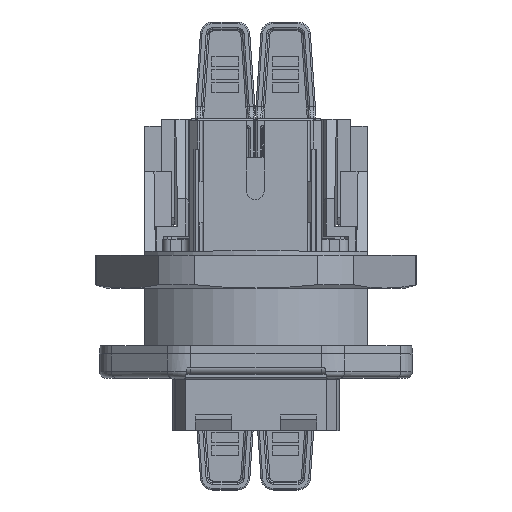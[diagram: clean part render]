
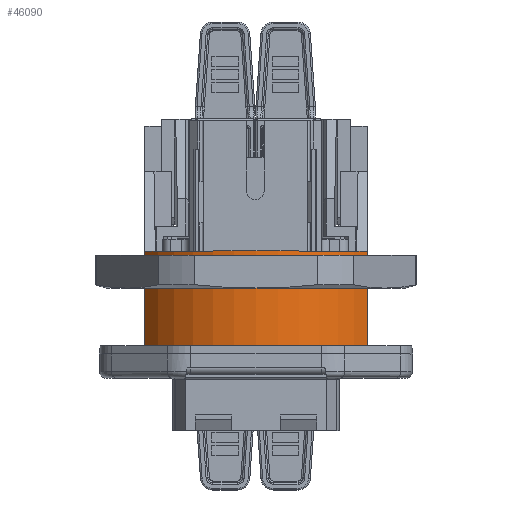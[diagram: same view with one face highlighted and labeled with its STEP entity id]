
A CAD part, top view. The second image highlights one B-rep face of the part: STEP entity #46090.
In plain terms, the highlighted cylindrical face has radius 16 mm (diameter 32 mm), a partial arc.
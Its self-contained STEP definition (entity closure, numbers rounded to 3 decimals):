
#37590=CARTESIAN_POINT('',(0.,-2.425,
9.586));
#37600=DIRECTION('',(0.,0.,-1.));
#37610=DIRECTION('',(-1.,0.,0.));
#37620=AXIS2_PLACEMENT_3D('',#37590,#37600,#37610);
#37630=CYLINDRICAL_SURFACE('',#37620,16.);
#45730=CARTESIAN_POINT('',(0.,-2.425,
1.57));
#45740=DIRECTION('',(0.,0.,-1.));
#45750=DIRECTION('',(-1.,0.,0.));
#45760=AXIS2_PLACEMENT_3D('',#45730,#45740,#45750);
#45770=CIRCLE('',#45760,16.);
#45780=CARTESIAN_POINT('',(-13.5,6.163,
1.57));
#45790=VERTEX_POINT('',#45780);
#45800=CARTESIAN_POINT('',(13.5,6.163,
1.57));
#45810=VERTEX_POINT('',#45800);
#45820=EDGE_CURVE('',#45790,#45810,#45770,.T.);
#45830=ORIENTED_EDGE('',*,*,#45820,.F.);
#45840=CARTESIAN_POINT('',(13.5,6.163,13.37));
#45850=DIRECTION('',(0.,0.,-1.));
#45860=VECTOR('',#45850,1.);
#45870=LINE('',#45840,#45860);
#45880=CARTESIAN_POINT('',(13.5,6.163,13.37));
#45890=VERTEX_POINT('',#45880);
#45900=EDGE_CURVE('',#45890,#45810,#45870,.T.);
#45910=ORIENTED_EDGE('',*,*,#45900,.T.);
#45920=CARTESIAN_POINT('',(0.,-2.425,13.37
));
#45930=DIRECTION('',(0.,0.,-1.));
#45940=DIRECTION('',(-1.,0.,0.));
#45950=AXIS2_PLACEMENT_3D('',#45920,#45930,#45940);
#45960=CIRCLE('',#45950,16.);
#45970=CARTESIAN_POINT('',(-13.5,6.163,13.37));
#45980=VERTEX_POINT('',#45970);
#45990=EDGE_CURVE('',#45980,#45890,#45960,.T.);
#46000=ORIENTED_EDGE('',*,*,#45990,.T.);
#46010=CARTESIAN_POINT('',(-13.5,6.163,13.37));
#46020=DIRECTION('',(0.,0.,-1.));
#46030=VECTOR('',#46020,1.);
#46040=LINE('',#46010,#46030);
#46050=EDGE_CURVE('',#45980,#45790,#46040,.T.);
#46060=ORIENTED_EDGE('',*,*,#46050,.F.);
#46070=EDGE_LOOP('',(#46060,#46000,#45910,#45830));
#46080=FACE_OUTER_BOUND('',#46070,.T.);
#46090=ADVANCED_FACE('',(#46080),#37630,.T.);
